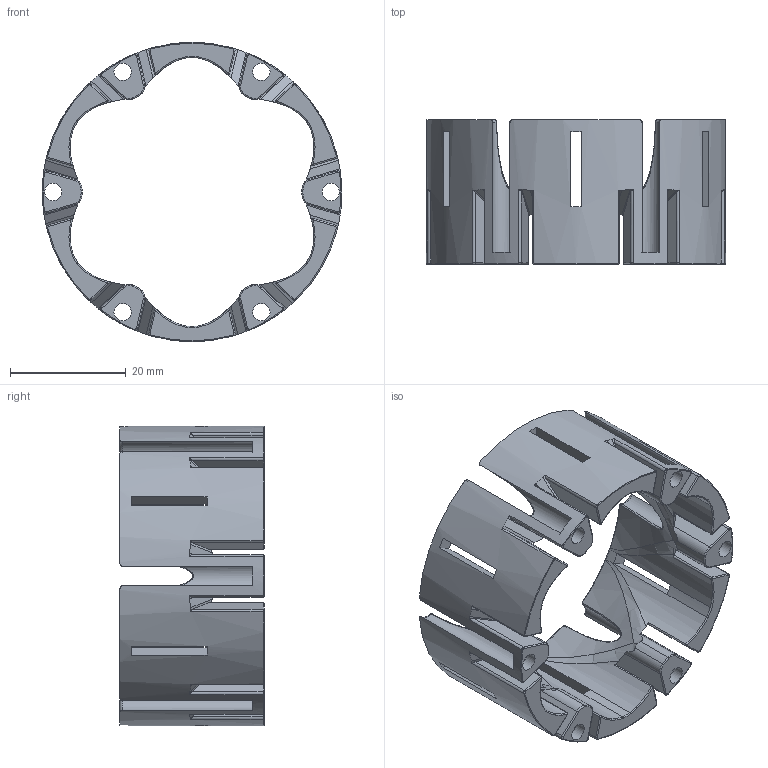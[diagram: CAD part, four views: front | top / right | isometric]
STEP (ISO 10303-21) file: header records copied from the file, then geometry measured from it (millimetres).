
FILE_DESCRIPTION(/* description */ (''),/* implementation_level */ '2;1');
FILE_NAME(/* name */ '6x6_EncoderMagnetHub_v2.step',/* time_stamp */ '2022-04-10T17:10:47+03:00',/* author */ (''),/* organization */ (''),/* preprocessor_version */ 'ST-DEVELOPER v18.1',/* originating_system */ 'Autodesk Translation Framework v10.14.0.1471',/* authorisation */ '');
FILE_SCHEMA (('AUTOMOTIVE_DESIGN { 1 0 10303 214 3 1 1 }'));
Length unit declared in the file: millimetre
Products named in the file (1): ME462_6x6_EncoderMagnetHub2
Bounding box: 51.79 x 25 x 51.8 mm (x, y, z)
Volume: 9872.1 mm3; surface area: 10285.1 mm2
Topology: 1 solids, 1 shells, 372 faces, 994 edges, 616 vertices
Faces by surface type: cylinder 118, plane 110, torus 90, bspline 54
Full cylindrical faces by diameter (mm): 3 x6
Entity records: 14689 total; most frequent: CARTESIAN_POINT 5509, ORIENTED_EDGE 1988, DIRECTION 1934, EDGE_CURVE 994, AXIS2_PLACEMENT_3D 823, VERTEX_POINT 616, CIRCLE 398, EDGE_LOOP 390
